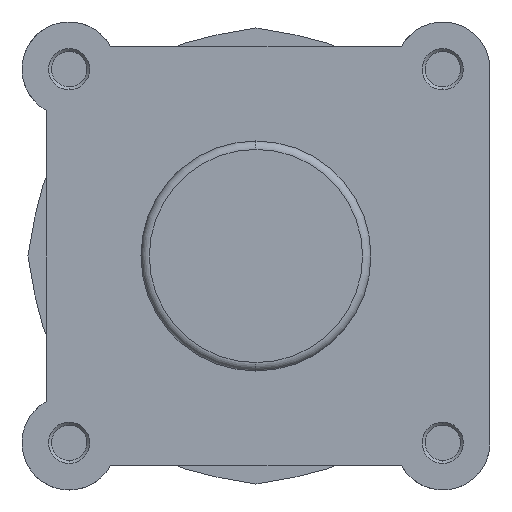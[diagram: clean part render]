
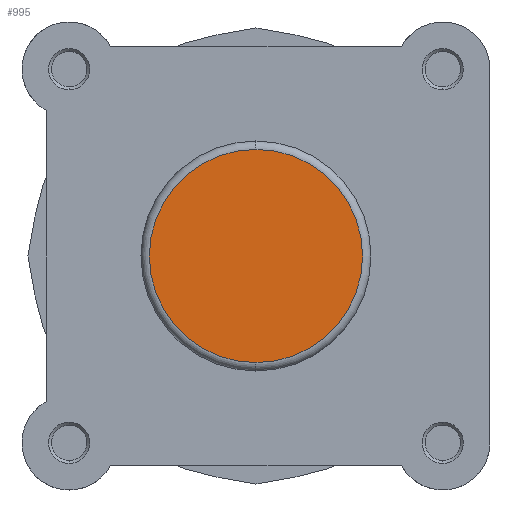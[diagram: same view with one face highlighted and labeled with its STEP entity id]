
A CAD part, left-side view. The second image highlights one B-rep face of the part: STEP entity #995.
In plain terms, the highlighted planar face has unit normal (-1, 0, 0).
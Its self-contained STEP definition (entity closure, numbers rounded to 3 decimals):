
#204 = VERTEX_POINT ( 'NONE', #694 ) ;
#205 = VERTEX_POINT ( 'NONE', #695 ) ;
#694 = CARTESIAN_POINT ( 'NONE',  ( 0., 0., -25.4 ) ) ;
#695 = CARTESIAN_POINT ( 'NONE',  ( 0., 0., 25.4 ) ) ;
#995 = ADVANCED_FACE ( 'NONE', ( #1472 ), #2283, .F. ) ;
#1472 = FACE_OUTER_BOUND ( 'NONE', #5613, .T. ) ;
#2067 = CIRCLE ( 'NONE', #4442, 25.4 ) ;
#2282 = CARTESIAN_POINT ( 'NONE',  ( 0., 0., 0. ) ) ;
#2283 = PLANE ( 'NONE',  #4218 ) ;
#2284 = DIRECTION ( 'NONE',  ( 1., 0., 0. ) ) ;
#2285 = DIRECTION ( 'NONE',  ( 0., 0., -1. ) ) ;
#3924 = EDGE_CURVE ( 'NONE', #204, #205, #2067, .T. ) ;
#3990 = EDGE_CURVE ( 'NONE', #205, #204, #5222, .T. ) ;
#4218 = AXIS2_PLACEMENT_3D ( 'NONE', #2282, #2284, #2285 ) ;
#4442 = AXIS2_PLACEMENT_3D ( 'NONE', #4653, #4654, #4655 ) ;
#4480 = AXIS2_PLACEMENT_3D ( 'NONE', #4823, #4825, #4826 ) ;
#4653 = CARTESIAN_POINT ( 'NONE',  ( 0., 0., 0. ) ) ;
#4654 = DIRECTION ( 'NONE',  ( -1., 0., 0. ) ) ;
#4655 = DIRECTION ( 'NONE',  ( 0., 0., -1. ) ) ;
#4823 = CARTESIAN_POINT ( 'NONE',  ( 0., 0., 0. ) ) ;
#4825 = DIRECTION ( 'NONE',  ( -1., 0., 0. ) ) ;
#4826 = DIRECTION ( 'NONE',  ( 0., 0., -1. ) ) ;
#5222 = CIRCLE ( 'NONE', #4480, 25.4 ) ;
#5462 = ORIENTED_EDGE ( 'NONE', *, *, #3924, .T. ) ;
#5477 = ORIENTED_EDGE ( 'NONE', *, *, #3990, .T. ) ;
#5613 = EDGE_LOOP ( 'NONE', ( #5462, #5477 ) ) ;
